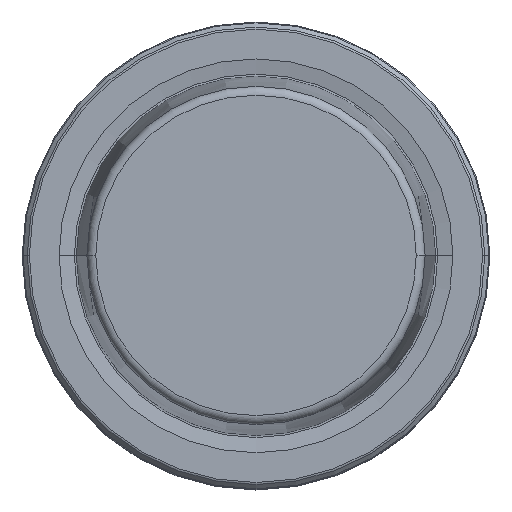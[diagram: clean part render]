
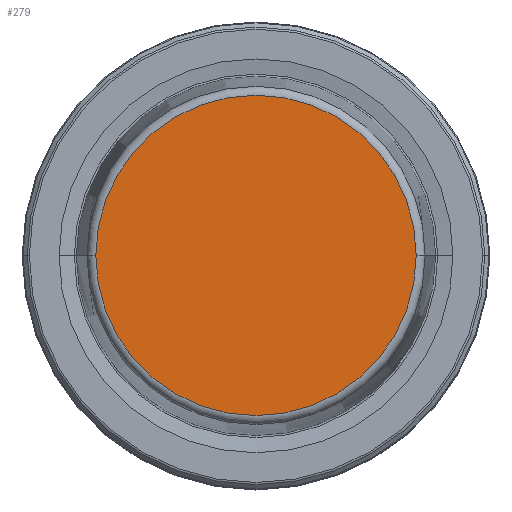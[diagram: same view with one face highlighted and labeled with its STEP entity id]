
A CAD part, top view. The second image highlights one B-rep face of the part: STEP entity #279.
In plain terms, the highlighted planar face has unit normal (0, 0, 1).
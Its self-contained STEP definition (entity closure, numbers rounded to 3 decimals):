
#71 = EDGE_CURVE ( 'NONE', #749, #1255, #1064, .T. ) ;
#74 = FACE_OUTER_BOUND ( 'NONE', #197, .T. ) ;
#170 = CARTESIAN_POINT ( 'NONE',  ( 21.581, 0., 31.9 ) ) ;
#197 = EDGE_LOOP ( 'NONE', ( #316, #309 ) ) ;
#202 = DIRECTION ( 'NONE',  ( 0., 0., 1. ) ) ;
#279 = ADVANCED_FACE ( 'NONE', ( #74 ), #449, .F. ) ;
#309 = ORIENTED_EDGE ( 'NONE', *, *, #71, .T. ) ;
#316 = ORIENTED_EDGE ( 'NONE', *, *, #928, .T. ) ;
#346 = DIRECTION ( 'NONE',  ( 1., 0., 0. ) ) ;
#423 = CARTESIAN_POINT ( 'NONE',  ( -21.581, 0., 31.9 ) ) ;
#449 = PLANE ( 'NONE',  #978 ) ;
#530 = CARTESIAN_POINT ( 'NONE',  ( 0., 0., 31.9 ) ) ;
#556 = DIRECTION ( 'NONE',  ( 0., 0., -1. ) ) ;
#716 = CIRCLE ( 'NONE', #833, 21.581 ) ;
#749 = VERTEX_POINT ( 'NONE', #423 ) ;
#802 = CARTESIAN_POINT ( 'NONE',  ( 0., 0., 31.9 ) ) ;
#804 = AXIS2_PLACEMENT_3D ( 'NONE', #530, #855, #346 ) ;
#833 = AXIS2_PLACEMENT_3D ( 'NONE', #802, #202, #889 ) ;
#855 = DIRECTION ( 'NONE',  ( 0., 0., 1. ) ) ;
#889 = DIRECTION ( 'NONE',  ( 1., 0., 0. ) ) ;
#928 = EDGE_CURVE ( 'NONE', #1255, #749, #716, .T. ) ;
#978 = AXIS2_PLACEMENT_3D ( 'NONE', #1127, #556, #1231 ) ;
#1064 = CIRCLE ( 'NONE', #804, 21.581 ) ;
#1127 = CARTESIAN_POINT ( 'NONE',  ( 0., 0., 31.9 ) ) ;
#1231 = DIRECTION ( 'NONE',  ( -1., 0., 0. ) ) ;
#1255 = VERTEX_POINT ( 'NONE', #170 ) ;
